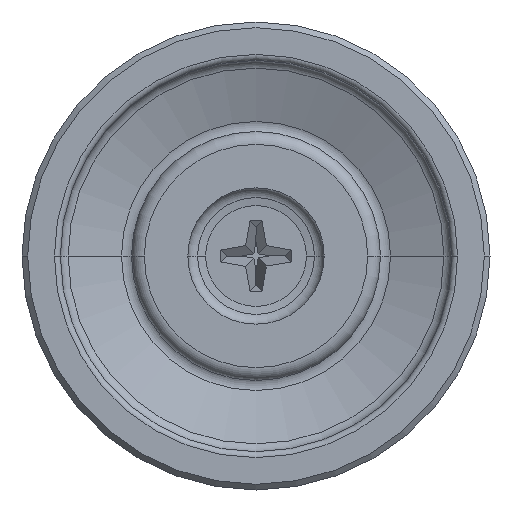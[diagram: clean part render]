
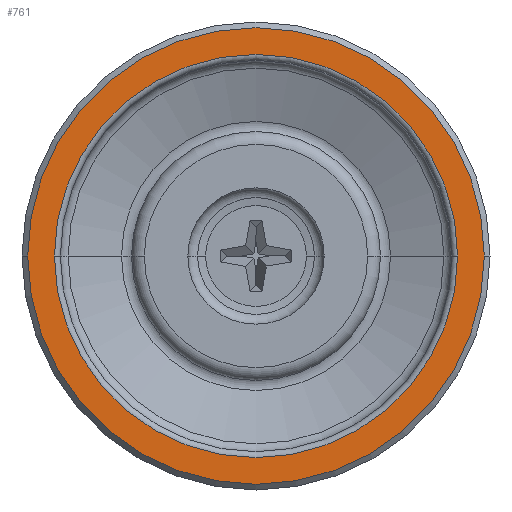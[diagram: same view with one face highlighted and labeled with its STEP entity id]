
A CAD part, front view. The second image highlights one B-rep face of the part: STEP entity #761.
In plain terms, the highlighted planar face has unit normal (0, -1, 0).
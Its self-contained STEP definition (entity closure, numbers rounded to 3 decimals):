
#3 = EDGE_CURVE ( 'NONE', #101, #1977, #1381, .T. ) ;
#4 = ORIENTED_EDGE ( 'NONE', *, *, #1396, .T. ) ;
#36 = CARTESIAN_POINT ( 'NONE',  ( 0., -0.396, 0. ) ) ;
#43 = DIRECTION ( 'NONE',  ( -1., 0., 0. ) ) ;
#52 = DIRECTION ( 'NONE',  ( 0., -1., 0. ) ) ;
#101 = VERTEX_POINT ( 'NONE', #332 ) ;
#123 = CIRCLE ( 'NONE', #1453, 19.25 ) ;
#263 = AXIS2_PLACEMENT_3D ( 'NONE', #2108, #2865, #1364 ) ;
#281 = DIRECTION ( 'NONE',  ( -1., 0., 0. ) ) ;
#332 = CARTESIAN_POINT ( 'NONE',  ( 17., -0.396, 0. ) ) ;
#424 = CARTESIAN_POINT ( 'NONE',  ( 0., -0.396, 0. ) ) ;
#558 = EDGE_LOOP ( 'NONE', ( #1975, #4 ) ) ;
#611 = PLANE ( 'NONE',  #263 ) ;
#673 = DIRECTION ( 'NONE',  ( -1., 0., 0. ) ) ;
#761 = ADVANCED_FACE ( 'NONE', ( #1565, #818 ), #611, .F. ) ;
#818 = FACE_OUTER_BOUND ( 'NONE', #558, .T. ) ;
#1150 = VERTEX_POINT ( 'NONE', #1164 ) ;
#1164 = CARTESIAN_POINT ( 'NONE',  ( 19.25, -0.396, 0. ) ) ;
#1364 = DIRECTION ( 'NONE',  ( -1., 0., 0. ) ) ;
#1381 = CIRCLE ( 'NONE', #2389, 17. ) ;
#1396 = EDGE_CURVE ( 'NONE', #1150, #2412, #2780, .T. ) ;
#1453 = AXIS2_PLACEMENT_3D ( 'NONE', #1526, #52, #1785 ) ;
#1520 = DIRECTION ( 'NONE',  ( 0., -1., 0. ) ) ;
#1526 = CARTESIAN_POINT ( 'NONE',  ( 0., -0.396, 0. ) ) ;
#1565 = FACE_BOUND ( 'NONE', #1980, .T. ) ;
#1583 = ORIENTED_EDGE ( 'NONE', *, *, #3, .T. ) ;
#1785 = DIRECTION ( 'NONE',  ( -1., 0., 0. ) ) ;
#1880 = CARTESIAN_POINT ( 'NONE',  ( -19.25, -0.396, 0. ) ) ;
#1975 = ORIENTED_EDGE ( 'NONE', *, *, #2002, .T. ) ;
#1977 = VERTEX_POINT ( 'NONE', #2521 ) ;
#1980 = EDGE_LOOP ( 'NONE', ( #3036, #1583 ) ) ;
#2002 = EDGE_CURVE ( 'NONE', #2412, #1150, #123, .T. ) ;
#2103 = CIRCLE ( 'NONE', #2345, 17. ) ;
#2108 = CARTESIAN_POINT ( 'NONE',  ( 16.5, -0.396, 0. ) ) ;
#2167 = DIRECTION ( 'NONE',  ( 0., 1., 0. ) ) ;
#2280 = DIRECTION ( 'NONE',  ( 0., 1., 0. ) ) ;
#2345 = AXIS2_PLACEMENT_3D ( 'NONE', #424, #2167, #673 ) ;
#2389 = AXIS2_PLACEMENT_3D ( 'NONE', #36, #2280, #281 ) ;
#2412 = VERTEX_POINT ( 'NONE', #1880 ) ;
#2466 = EDGE_CURVE ( 'NONE', #1977, #101, #2103, .T. ) ;
#2521 = CARTESIAN_POINT ( 'NONE',  ( -17., -0.396, 0. ) ) ;
#2780 = CIRCLE ( 'NONE', #2979, 19.25 ) ;
#2865 = DIRECTION ( 'NONE',  ( 0., 1., 0. ) ) ;
#2979 = AXIS2_PLACEMENT_3D ( 'NONE', #3023, #1520, #43 ) ;
#3023 = CARTESIAN_POINT ( 'NONE',  ( 0., -0.396, 0. ) ) ;
#3036 = ORIENTED_EDGE ( 'NONE', *, *, #2466, .T. ) ;
